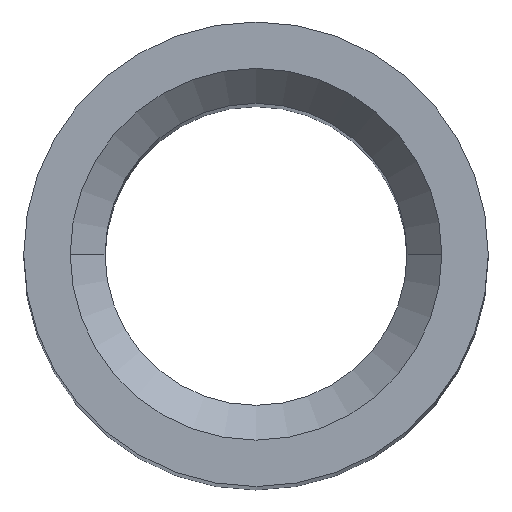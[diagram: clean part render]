
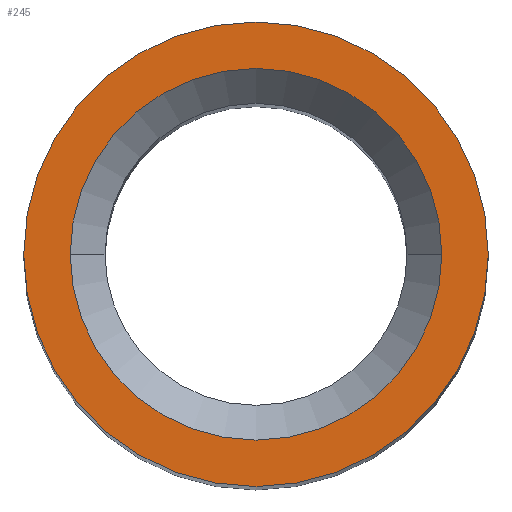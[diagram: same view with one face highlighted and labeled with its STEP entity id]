
A CAD part, top view. The second image highlights one B-rep face of the part: STEP entity #245.
In plain terms, the highlighted planar face has unit normal (0, 0, 1).
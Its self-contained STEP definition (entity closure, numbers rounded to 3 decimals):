
#3 = VERTEX_POINT ( 'NONE', #185 ) ;
#4 = VERTEX_POINT ( 'NONE', #10 ) ;
#5 = VERTEX_POINT ( 'NONE', #187 ) ;
#10 = CARTESIAN_POINT ( 'NONE',  ( 10., 0., 85. ) ) ;
#19 = EDGE_LOOP ( 'NONE', ( #39, #40 ) ) ;
#24 = EDGE_LOOP ( 'NONE', ( #41, #42 ) ) ;
#39 = ORIENTED_EDGE ( 'NONE', *, *, #294, .T. ) ;
#40 = ORIENTED_EDGE ( 'NONE', *, *, #182, .T. ) ;
#41 = ORIENTED_EDGE ( 'NONE', *, *, #349, .T. ) ;
#42 = ORIENTED_EDGE ( 'NONE', *, *, #290, .T. ) ;
#76 = FACE_OUTER_BOUND ( 'NONE', #24, .T. ) ;
#77 = FACE_BOUND ( 'NONE', #19, .T. ) ;
#79 = CIRCLE ( 'NONE', #129, 8. ) ;
#120 = CARTESIAN_POINT ( 'NONE',  ( 0., 0., 85. ) ) ;
#126 = AXIS2_PLACEMENT_3D ( 'NONE', #257, #258, #259 ) ;
#128 = AXIS2_PLACEMENT_3D ( 'NONE', #220, #225, #226 ) ;
#129 = AXIS2_PLACEMENT_3D ( 'NONE', #202, #203, #204 ) ;
#132 = AXIS2_PLACEMENT_3D ( 'NONE', #120, #216, #217 ) ;
#133 = AXIS2_PLACEMENT_3D ( 'NONE', #229, #231, #232 ) ;
#182 = EDGE_CURVE ( 'NONE', #191, #3, #79, .T. ) ;
#185 = CARTESIAN_POINT ( 'NONE',  ( 8., 0., 85. ) ) ;
#187 = CARTESIAN_POINT ( 'NONE',  ( -10., 0., 85. ) ) ;
#191 = VERTEX_POINT ( 'NONE', #205 ) ;
#202 = CARTESIAN_POINT ( 'NONE',  ( 0., 0., 85. ) ) ;
#203 = DIRECTION ( 'NONE',  ( 0., 0., -1. ) ) ;
#204 = DIRECTION ( 'NONE',  ( 1., 0., 0. ) ) ;
#205 = CARTESIAN_POINT ( 'NONE',  ( -8., 0., 85. ) ) ;
#216 = DIRECTION ( 'NONE',  ( 0., 0., 1. ) ) ;
#217 = DIRECTION ( 'NONE',  ( 1., 0., 0. ) ) ;
#220 = CARTESIAN_POINT ( 'NONE',  ( 0., 0., 85. ) ) ;
#225 = DIRECTION ( 'NONE',  ( 0., 0., -1. ) ) ;
#226 = DIRECTION ( 'NONE',  ( 1., 0., 0. ) ) ;
#229 = CARTESIAN_POINT ( 'NONE',  ( 0., 0., 85. ) ) ;
#231 = DIRECTION ( 'NONE',  ( 0., 0., 1. ) ) ;
#232 = DIRECTION ( 'NONE',  ( 1., 0., 0. ) ) ;
#245 = ADVANCED_FACE ( 'NONE', ( #77, #76 ), #255, .T. ) ;
#255 = PLANE ( 'NONE',  #126 ) ;
#257 = CARTESIAN_POINT ( 'NONE',  ( 0., 0., 85. ) ) ;
#258 = DIRECTION ( 'NONE',  ( 0., 0., 1. ) ) ;
#259 = DIRECTION ( 'NONE',  ( 1., 0., 0. ) ) ;
#290 = EDGE_CURVE ( 'NONE', #4, #5, #346, .T. ) ;
#294 = EDGE_CURVE ( 'NONE', #3, #191, #298, .T. ) ;
#298 = CIRCLE ( 'NONE', #128, 8. ) ;
#299 = CIRCLE ( 'NONE', #133, 10. ) ;
#346 = CIRCLE ( 'NONE', #132, 10. ) ;
#349 = EDGE_CURVE ( 'NONE', #5, #4, #299, .T. ) ;
